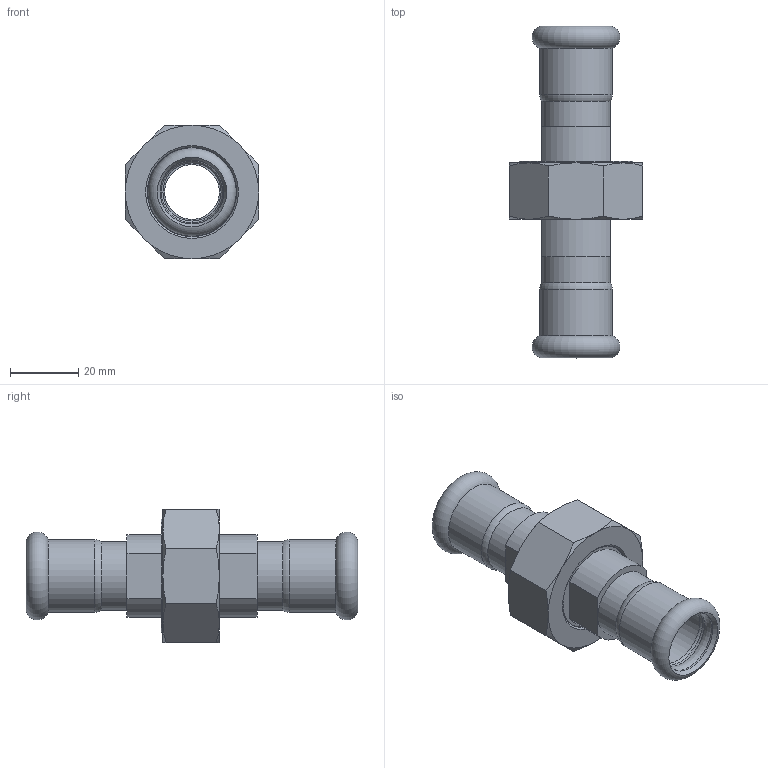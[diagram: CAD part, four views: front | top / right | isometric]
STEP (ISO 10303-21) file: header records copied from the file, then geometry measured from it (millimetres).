
FILE_DESCRIPTION(/* description */ ('Bocchettone Sede Piana a Press. DN18'),/* implementation_level */ '2;1');
FILE_NAME(/* name */ '184018001_Inoxpres.stp',/* time_stamp */ '2022-10-11T13:37:09+02:00',/* author */ ('Vault'),/* organization */ ('Raccorderie metalliche s.p.a. '),/* preprocessor_version */ 'ST-DEVELOPER v18.1',/* originating_system */ 'Autodesk Inventor 2020',/* authorisation */ 'Raccorderie metalliche s.p.a. ');
FILE_SCHEMA (('AUTOMOTIVE_DESIGN { 1 0 10303 214 3 1 1 }'));
Length unit declared in the file: millimetre
Products named in the file (1): 184018001_Inoxpres
Bounding box: 39 x 97 x 39 mm (x, y, z)
Volume: 25786.3 mm3; surface area: 18234.5 mm2
Topology: 1 solids, 2 shells, 92 faces, 247 edges, 169 vertices
Faces by surface type: plane 30, cylinder 27, cone 22, torus 13
Full cylindrical faces by diameter (mm): 16 x2, 17 x2, 18.3 x2, 18.7 x4, 19.8 x1, 20 x3, 21.3 x2, 23.2 x1, 25.8 x1, 26.1 x1, 29.8 x1, 30 x1, 33.2 x2
Entity records: 3008 total; most frequent: CARTESIAN_POINT 573, DIRECTION 559, ORIENTED_EDGE 494, AXIS2_PLACEMENT_3D 251, EDGE_CURVE 247, VERTEX_POINT 169, CIRCLE 158, EDGE_LOOP 106
